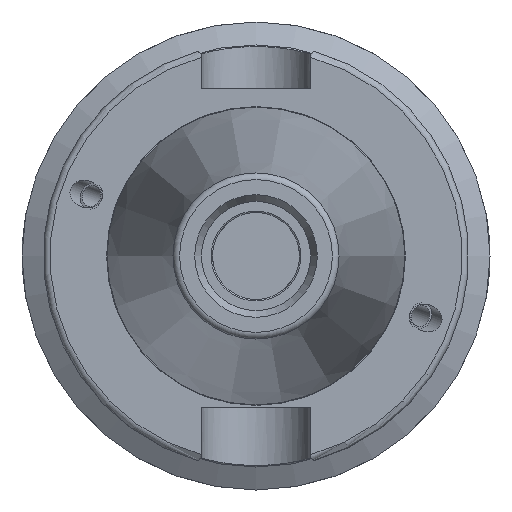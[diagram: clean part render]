
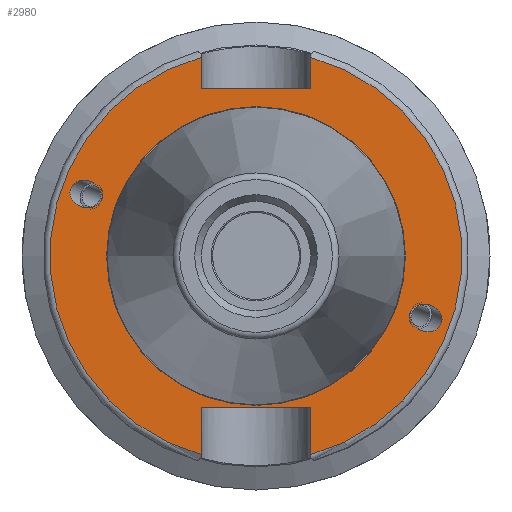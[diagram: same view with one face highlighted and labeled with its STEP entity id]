
A CAD part, left-side view. The second image highlights one B-rep face of the part: STEP entity #2980.
In plain terms, the highlighted planar face has unit normal (-1, 0, 0).
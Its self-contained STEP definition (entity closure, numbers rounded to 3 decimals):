
#522=ELLIPSE('',#3326,2.442,2.);
#531=ELLIPSE('',#3369,2.442,2.);
#623=FACE_BOUND('',#1008,.T.);
#624=FACE_BOUND('',#1009,.T.);
#625=FACE_BOUND('',#1010,.T.);
#702=CIRCLE('',#3377,22.3);
#704=CIRCLE('',#3380,30.75);
#705=CIRCLE('',#3381,30.75);
#848=FACE_OUTER_BOUND('',#1007,.T.);
#1007=EDGE_LOOP('',(#2420,#2421,#2422,#2423,#2424,#2425,#2426,#2427));
#1008=EDGE_LOOP('',(#2428));
#1009=EDGE_LOOP('',(#2429));
#1010=EDGE_LOOP('',(#2430));
#1174=LINE('',#5207,#1336);
#1175=LINE('',#5211,#1337);
#1176=LINE('',#5213,#1338);
#1177=LINE('',#5215,#1339);
#1178=LINE('',#5219,#1340);
#1179=LINE('',#5220,#1341);
#1336=VECTOR('',#3967,10.);
#1337=VECTOR('',#3970,10.);
#1338=VECTOR('',#3971,10.);
#1339=VECTOR('',#3972,10.);
#1340=VECTOR('',#3975,10.);
#1341=VECTOR('',#3976,10.);
#1561=VERTEX_POINT('',#5002);
#1601=VERTEX_POINT('',#5185);
#1606=VERTEX_POINT('',#5200);
#1607=VERTEX_POINT('',#5205);
#1608=VERTEX_POINT('',#5206);
#1609=VERTEX_POINT('',#5208);
#1610=VERTEX_POINT('',#5210);
#1611=VERTEX_POINT('',#5212);
#1612=VERTEX_POINT('',#5214);
#1613=VERTEX_POINT('',#5216);
#1614=VERTEX_POINT('',#5218);
#1844=EDGE_CURVE('',#1561,#1561,#522,.T.);
#1900=EDGE_CURVE('',#1601,#1601,#531,.T.);
#1907=EDGE_CURVE('',#1606,#1606,#702,.T.);
#1909=EDGE_CURVE('',#1607,#1608,#1174,.T.);
#1910=EDGE_CURVE('',#1609,#1608,#704,.T.);
#1911=EDGE_CURVE('',#1609,#1610,#1175,.T.);
#1912=EDGE_CURVE('',#1610,#1611,#1176,.T.);
#1913=EDGE_CURVE('',#1611,#1612,#1177,.T.);
#1914=EDGE_CURVE('',#1613,#1612,#705,.T.);
#1915=EDGE_CURVE('',#1613,#1614,#1178,.T.);
#1916=EDGE_CURVE('',#1614,#1607,#1179,.T.);
#2420=ORIENTED_EDGE('',*,*,#1909,.T.);
#2421=ORIENTED_EDGE('',*,*,#1910,.F.);
#2422=ORIENTED_EDGE('',*,*,#1911,.T.);
#2423=ORIENTED_EDGE('',*,*,#1912,.T.);
#2424=ORIENTED_EDGE('',*,*,#1913,.T.);
#2425=ORIENTED_EDGE('',*,*,#1914,.F.);
#2426=ORIENTED_EDGE('',*,*,#1915,.T.);
#2427=ORIENTED_EDGE('',*,*,#1916,.T.);
#2428=ORIENTED_EDGE('',*,*,#1844,.T.);
#2429=ORIENTED_EDGE('',*,*,#1900,.T.);
#2430=ORIENTED_EDGE('',*,*,#1907,.F.);
#2869=PLANE('',#3379);
#2980=ADVANCED_FACE('',(#848,#623,#624,#625),#2869,.T.);
#3326=AXIS2_PLACEMENT_3D('',#5004,#3840,#3841);
#3369=AXIS2_PLACEMENT_3D('',#5187,#3943,#3944);
#3377=AXIS2_PLACEMENT_3D('',#5202,#3961,#3962);
#3379=AXIS2_PLACEMENT_3D('',#5204,#3965,#3966);
#3380=AXIS2_PLACEMENT_3D('',#5209,#3968,#3969);
#3381=AXIS2_PLACEMENT_3D('',#5217,#3973,#3974);
#3840=DIRECTION('center_axis',(1.,0.,0.));
#3841=DIRECTION('ref_axis',(0.,-0.94,-0.342));
#3943=DIRECTION('center_axis',(1.,0.,0.));
#3944=DIRECTION('ref_axis',(0.,0.94,0.342));
#3961=DIRECTION('center_axis',(-1.,0.,0.));
#3962=DIRECTION('ref_axis',(0.,-1.,0.));
#3965=DIRECTION('center_axis',(-1.,0.,0.));
#3966=DIRECTION('ref_axis',(0.,0.,1.));
#3967=DIRECTION('',(0.,0.,-1.));
#3968=DIRECTION('center_axis',(1.,0.,0.));
#3969=DIRECTION('ref_axis',(0.,-1.,0.));
#3970=DIRECTION('',(0.,0.,-1.));
#3971=DIRECTION('',(0.,1.,0.));
#3972=DIRECTION('',(0.,0.,1.));
#3973=DIRECTION('center_axis',(1.,0.,0.));
#3974=DIRECTION('ref_axis',(0.,1.,0.));
#3975=DIRECTION('',(0.,0.,1.));
#3976=DIRECTION('',(0.,-1.,0.));
#5002=CARTESIAN_POINT('',(3.175,-23.077,-8.399));
#5004=CARTESIAN_POINT('Origin',(3.175,-25.372,-9.235));
#5185=CARTESIAN_POINT('',(3.175,23.077,8.399));
#5187=CARTESIAN_POINT('Origin',(3.175,25.372,9.235));
#5200=CARTESIAN_POINT('',(3.175,0.,22.3));
#5202=CARTESIAN_POINT('Origin',(3.175,0.,0.));
#5204=CARTESIAN_POINT('Origin',(3.175,31.75,0.));
#5205=CARTESIAN_POINT('',(3.175,-8.19,-22.6));
#5206=CARTESIAN_POINT('',(3.175,-8.19,-29.639));
#5207=CARTESIAN_POINT('',(3.175,-8.19,-11.3));
#5208=CARTESIAN_POINT('',(3.175,-8.19,29.639));
#5209=CARTESIAN_POINT('Origin',(3.175,0.,0.));
#5210=CARTESIAN_POINT('',(3.175,-8.19,25.));
#5211=CARTESIAN_POINT('',(3.175,-8.19,12.5));
#5212=CARTESIAN_POINT('',(3.175,8.19,25.));
#5213=CARTESIAN_POINT('',(3.175,15.875,25.));
#5214=CARTESIAN_POINT('',(3.175,8.19,29.639));
#5215=CARTESIAN_POINT('',(3.175,8.19,12.5));
#5216=CARTESIAN_POINT('',(3.175,8.19,-29.639));
#5217=CARTESIAN_POINT('Origin',(3.175,0.,0.));
#5218=CARTESIAN_POINT('',(3.175,8.19,-22.6));
#5219=CARTESIAN_POINT('',(3.175,8.19,-11.3));
#5220=CARTESIAN_POINT('',(3.175,15.875,-22.6));
